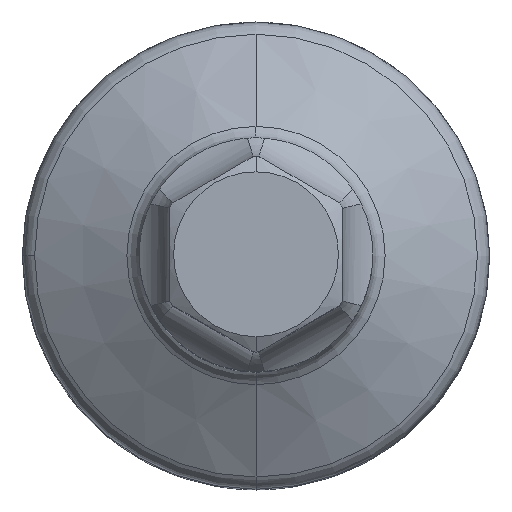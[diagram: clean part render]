
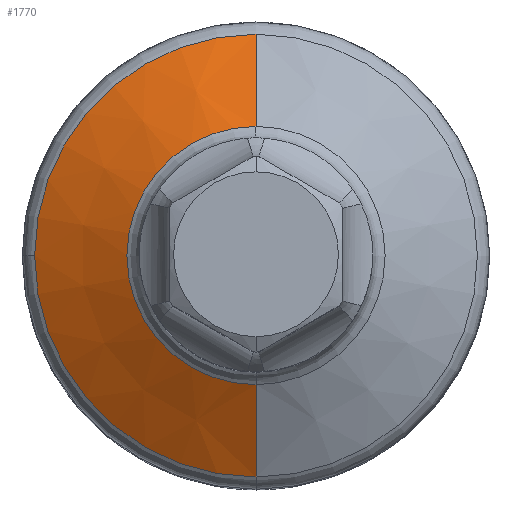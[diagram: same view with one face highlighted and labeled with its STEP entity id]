
A CAD part, top view. The second image highlights one B-rep face of the part: STEP entity #1770.
In plain terms, the highlighted conical face has half-angle 60 degrees and reference radius 7.125 mm.
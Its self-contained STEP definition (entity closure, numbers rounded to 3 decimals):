
#487=CARTESIAN_POINT('',(0.,0.,17.289));
#488=DIRECTION('',(0.,0.,-1.));
#489=DIRECTION('',(0.,-1.,0.));
#490=AXIS2_PLACEMENT_3D('',#487,#488,#489);
#492=CARTESIAN_POINT('',(0.,0.,17.289));
#493=DIRECTION('',(0.,0.,-1.));
#494=DIRECTION('',(-1.,0.,0.));
#495=AXIS2_PLACEMENT_3D('',#492,#493,#494);
#497=CARTESIAN_POINT('',(0.,0.,19.454));
#498=DIRECTION('',(0.,0.,-1.));
#499=DIRECTION('',(0.,-1.,0.));
#500=AXIS2_PLACEMENT_3D('',#497,#498,#499);
#1088=DIRECTION('',(0.,0.866,0.5));
#1089=VECTOR('',#1088,4.33);
#1090=CARTESIAN_POINT('',(0.,-9.,
17.289));
#1091=LINE('',#1090,#1089);
#1097=DIRECTION('',(0.,-0.866,0.5));
#1098=VECTOR('',#1097,4.33);
#1099=CARTESIAN_POINT('',(0.,9.,
17.289));
#1100=LINE('',#1099,#1098);
#1274=CARTESIAN_POINT('',(0.,-5.25,19.454));
#1275=CARTESIAN_POINT('',(0.,5.25,19.454));
#1276=VERTEX_POINT('',#1274);
#1277=VERTEX_POINT('',#1275);
#1284=CARTESIAN_POINT('',(0.,-9.,17.289));
#1285=CARTESIAN_POINT('',(-9.,0.,17.289));
#1286=VERTEX_POINT('',#1284);
#1287=VERTEX_POINT('',#1285);
#1288=CARTESIAN_POINT('',(0.,9.,17.289));
#1289=VERTEX_POINT('',#1288);
#1754=CARTESIAN_POINT('',(0.,0.,18.371));
#1755=DIRECTION('',(0.,0.,-1.));
#1756=DIRECTION('',(0.,-1.,0.));
#1757=AXIS2_PLACEMENT_3D('',#1754,#1755,#1756);
#1758=CONICAL_SURFACE('',#1757,7.125,60.);
#1760=ORIENTED_EDGE('',*,*,#1759,.T.);
#1762=ORIENTED_EDGE('',*,*,#1761,.T.);
#1764=ORIENTED_EDGE('',*,*,#1763,.T.);
#1765=ORIENTED_EDGE('',*,*,#1540,.F.);
#1767=ORIENTED_EDGE('',*,*,#1766,.F.);
#1768=EDGE_LOOP('',(#1760,#1762,#1764,#1765,#1767));
#1769=FACE_OUTER_BOUND('',#1768,.F.);
#1770=ADVANCED_FACE('',(#1769),#1758,.T.);
#491=CIRCLE('',#490,9.);
#496=CIRCLE('',#495,9.);
#501=CIRCLE('',#500,5.25);
#1540=EDGE_CURVE('',#1276,#1277,#501,.T.);
#1759=EDGE_CURVE('',#1286,#1287,#491,.T.);
#1761=EDGE_CURVE('',#1287,#1289,#496,.T.);
#1763=EDGE_CURVE('',#1289,#1277,#1100,.T.);
#1766=EDGE_CURVE('',#1286,#1276,#1091,.T.);
